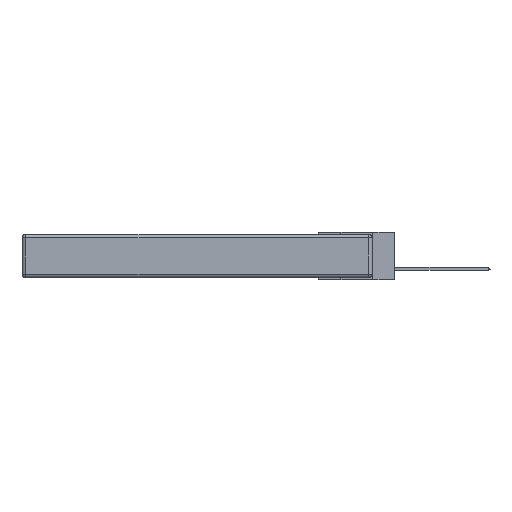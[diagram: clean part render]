
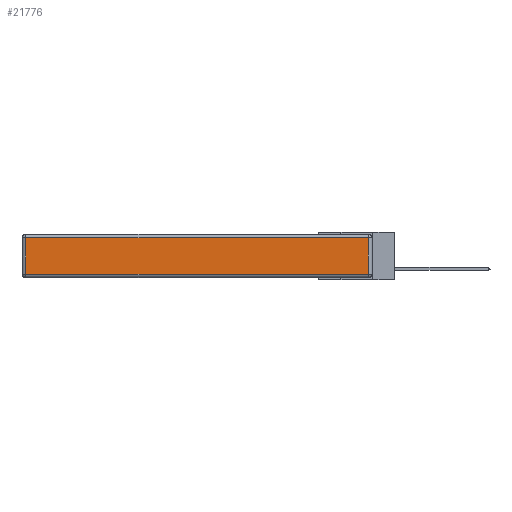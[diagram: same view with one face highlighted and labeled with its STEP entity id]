
A CAD part, left-side view. The second image highlights one B-rep face of the part: STEP entity #21776.
In plain terms, the highlighted planar face has unit normal (-1, 0, 0).
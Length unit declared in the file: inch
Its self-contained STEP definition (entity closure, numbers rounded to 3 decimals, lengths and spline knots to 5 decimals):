
#263 = ORIENTED_EDGE ( 'NONE', *, *, #24995, .T. ) ;
#718 = VECTOR ( 'NONE', #12146, 39.37008 ) ;
#1490 = VECTOR ( 'NONE', #13821, 39.37008 ) ;
#1500 = EDGE_LOOP ( 'NONE', ( #14112, #263, #11263, #20455 ) ) ;
#1821 = CARTESIAN_POINT ( 'NONE',  ( 0., 0., -0.343 ) ) ;
#1872 = VERTEX_POINT ( 'NONE', #24892 ) ;
#4110 = DIRECTION ( 'NONE',  ( -1., 0., 0. ) ) ;
#5624 = LINE ( 'NONE', #9256, #16442 ) ;
#7301 = LINE ( 'NONE', #22396, #1490 ) ;
#8802 = EDGE_CURVE ( 'NONE', #16552, #15701, #5624, .T. ) ;
#9256 = CARTESIAN_POINT ( 'NONE',  ( 0., 2.72, -0.343 ) ) ;
#9815 = DIRECTION ( 'NONE',  ( 0., 0., -1. ) ) ;
#10035 = VECTOR ( 'NONE', #21745, 39.37008 ) ;
#10877 = CARTESIAN_POINT ( 'NONE',  ( 0., 0.03, -0.343 ) ) ;
#11263 = ORIENTED_EDGE ( 'NONE', *, *, #18571, .T. ) ;
#12048 = CARTESIAN_POINT ( 'NONE',  ( 0., 2.75, -0.03 ) ) ;
#12146 = DIRECTION ( 'NONE',  ( 0., 1., 0. ) ) ;
#13821 = DIRECTION ( 'NONE',  ( 0., -1., 0. ) ) ;
#14112 = ORIENTED_EDGE ( 'NONE', *, *, #14113, .T. ) ;
#14113 = EDGE_CURVE ( 'NONE', #15701, #25142, #7301, .T. ) ;
#14815 = PLANE ( 'NONE',  #23065 ) ;
#15701 = VERTEX_POINT ( 'NONE', #18483 ) ;
#16442 = VECTOR ( 'NONE', #9815, 39.37008 ) ;
#16552 = VERTEX_POINT ( 'NONE', #16565 ) ;
#16565 = CARTESIAN_POINT ( 'NONE',  ( 0., 2.72, -0.03 ) ) ;
#16962 = DIRECTION ( 'NONE',  ( 0., 0., 1. ) ) ;
#18224 = CARTESIAN_POINT ( 'NONE',  ( 0., 0.03, -0.313 ) ) ;
#18483 = CARTESIAN_POINT ( 'NONE',  ( 0., 2.72, -0.313 ) ) ;
#18571 = EDGE_CURVE ( 'NONE', #1872, #16552, #23739, .T. ) ;
#20455 = ORIENTED_EDGE ( 'NONE', *, *, #8802, .T. ) ;
#21499 = LINE ( 'NONE', #10877, #10035 ) ;
#21745 = DIRECTION ( 'NONE',  ( 0., 0., 1. ) ) ;
#21776 = ADVANCED_FACE ( 'NONE', ( #25870 ), #14815, .T. ) ;
#22396 = CARTESIAN_POINT ( 'NONE',  ( 0., 0., -0.313 ) ) ;
#23065 = AXIS2_PLACEMENT_3D ( 'NONE', #1821, #4110, #16962 ) ;
#23739 = LINE ( 'NONE', #12048, #718 ) ;
#24892 = CARTESIAN_POINT ( 'NONE',  ( 0., 0.03, -0.03 ) ) ;
#24995 = EDGE_CURVE ( 'NONE', #25142, #1872, #21499, .T. ) ;
#25142 = VERTEX_POINT ( 'NONE', #18224 ) ;
#25870 = FACE_OUTER_BOUND ( 'NONE', #1500, .T. ) ;
